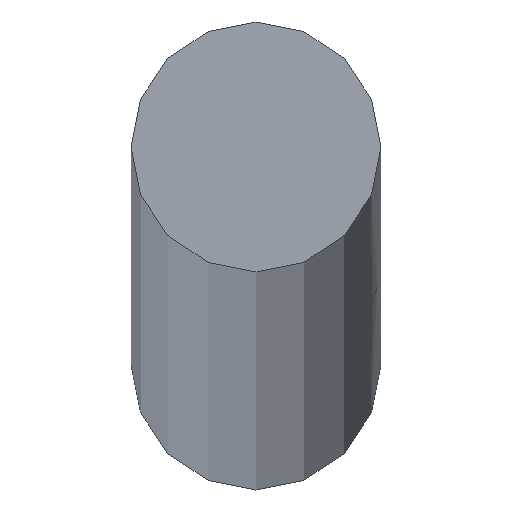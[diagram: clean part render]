
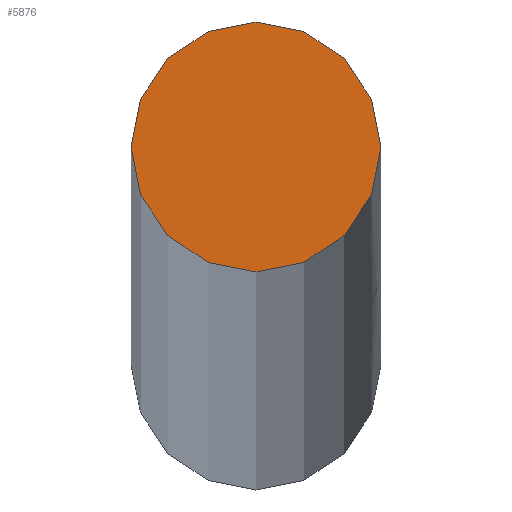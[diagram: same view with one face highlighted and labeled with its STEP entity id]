
A CAD part, top view. The second image highlights one B-rep face of the part: STEP entity #5876.
In plain terms, the highlighted planar face has unit normal (0, 0, 1).
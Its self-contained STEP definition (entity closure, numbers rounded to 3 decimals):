
#486 = CIRCLE ( 'NONE', #5167, 6. ) ;
#691 = EDGE_LOOP ( 'NONE', ( #10190 ) ) ;
#2908 = EDGE_CURVE ( 'NONE', #12401, #12401, #486, .T. ) ;
#4630 = PLANE ( 'NONE',  #6433 ) ;
#5167 = AXIS2_PLACEMENT_3D ( 'NONE', #9748, #11504, #6452 ) ;
#5795 = DIRECTION ( 'NONE',  ( 1., 0., 0. ) ) ;
#5876 = ADVANCED_FACE ( 'NONE', ( #12788 ), #4630, .T. ) ;
#6433 = AXIS2_PLACEMENT_3D ( 'NONE', #6859, #8997, #5795 ) ;
#6452 = DIRECTION ( 'NONE',  ( 1., 0., 0. ) ) ;
#6859 = CARTESIAN_POINT ( 'NONE',  ( 0., 0., 3000. ) ) ;
#8997 = DIRECTION ( 'NONE',  ( 0., 0., 1. ) ) ;
#9748 = CARTESIAN_POINT ( 'NONE',  ( 0., 0., 3000. ) ) ;
#10190 = ORIENTED_EDGE ( 'NONE', *, *, #2908, .T. ) ;
#11504 = DIRECTION ( 'NONE',  ( 0., 0., 1. ) ) ;
#12401 = VERTEX_POINT ( 'NONE', #13771 ) ;
#12788 = FACE_OUTER_BOUND ( 'NONE', #691, .T. ) ;
#13771 = CARTESIAN_POINT ( 'NONE',  ( 6., 0., 3000. ) ) ;
